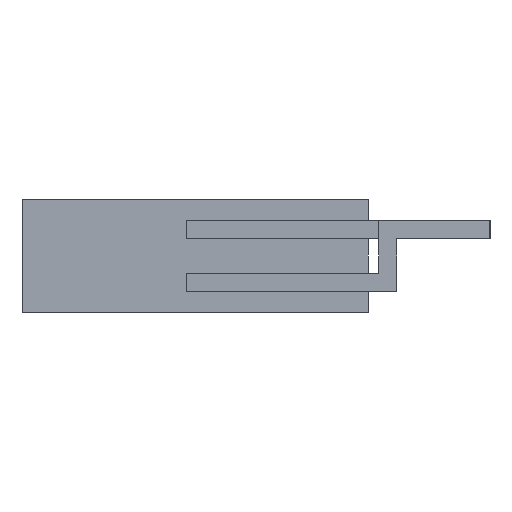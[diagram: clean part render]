
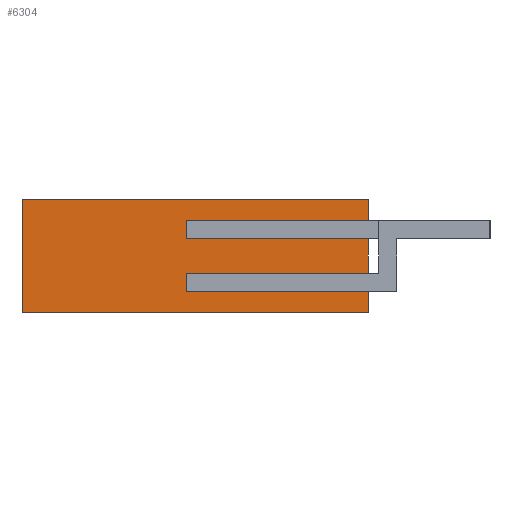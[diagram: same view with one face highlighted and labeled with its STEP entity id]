
A CAD part, left-side view. The second image highlights one B-rep face of the part: STEP entity #6304.
In plain terms, the highlighted planar face has unit normal (-1, 0, 0).
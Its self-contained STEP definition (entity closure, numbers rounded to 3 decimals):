
#387 = DIRECTION ( 'NONE',  ( 0., 1., 0. ) ) ;
#505 = CARTESIAN_POINT ( 'NONE',  ( -1000., -17.1, 1.7 ) ) ;
#648 = DIRECTION ( 'NONE',  ( 0., 1., 0. ) ) ;
#948 = LINE ( 'NONE', #5779, #3224 ) ;
#1105 = VECTOR ( 'NONE', #9920, 1000. ) ;
#1242 = VECTOR ( 'NONE', #1420, 1000. ) ;
#1254 = ORIENTED_EDGE ( 'NONE', *, *, #5921, .F. ) ;
#1420 = DIRECTION ( 'NONE',  ( 0., 1., 0. ) ) ;
#1448 = LINE ( 'NONE', #2516, #10791 ) ;
#1556 = VERTEX_POINT ( 'NONE', #8519 ) ;
#1690 = ORIENTED_EDGE ( 'NONE', *, *, #6403, .F. ) ;
#1844 = VERTEX_POINT ( 'NONE', #9420 ) ;
#2151 = ORIENTED_EDGE ( 'NONE', *, *, #3201, .F. ) ;
#2172 = VECTOR ( 'NONE', #6087, 1000. ) ;
#2178 = LINE ( 'NONE', #4701, #8719 ) ;
#2232 = CARTESIAN_POINT ( 'NONE',  ( -1000., 17.1, 5.6 ) ) ;
#2391 = AXIS2_PLACEMENT_3D ( 'NONE', #3619, #8754, #3658 ) ;
#2431 = LINE ( 'NONE', #10332, #2172 ) ;
#2516 = CARTESIAN_POINT ( 'NONE',  ( -1000., 0.9, 3.5 ) ) ;
#2517 = LINE ( 'NONE', #4973, #4526 ) ;
#2522 = VERTEX_POINT ( 'NONE', #2980 ) ;
#2580 = CARTESIAN_POINT ( 'NONE',  ( -1000., 0.9, -1.7 ) ) ;
#2601 = ORIENTED_EDGE ( 'NONE', *, *, #6574, .F. ) ;
#2721 = CARTESIAN_POINT ( 'NONE',  ( -1000., -17.1, -5.6 ) ) ;
#2833 = EDGE_CURVE ( 'NONE', #1556, #1844, #2178, .T. ) ;
#2883 = VERTEX_POINT ( 'NONE', #505 ) ;
#2895 = EDGE_CURVE ( 'NONE', #2883, #10514, #5655, .T. ) ;
#2980 = CARTESIAN_POINT ( 'NONE',  ( -1000., 0.9, 1.7 ) ) ;
#3030 = VERTEX_POINT ( 'NONE', #9217 ) ;
#3048 = CARTESIAN_POINT ( 'NONE',  ( -1000., 17.1, 5.6 ) ) ;
#3142 = VERTEX_POINT ( 'NONE', #2580 ) ;
#3201 = EDGE_CURVE ( 'NONE', #1844, #3236, #2431, .T. ) ;
#3224 = VECTOR ( 'NONE', #648, 1000. ) ;
#3236 = VERTEX_POINT ( 'NONE', #2721 ) ;
#3250 = LINE ( 'NONE', #5678, #1242 ) ;
#3492 = VECTOR ( 'NONE', #5670, 1000. ) ;
#3600 = CARTESIAN_POINT ( 'NONE',  ( -1000., -17.1, -1.7 ) ) ;
#3619 = CARTESIAN_POINT ( 'NONE',  ( -1000., 0., 0. ) ) ;
#3658 = DIRECTION ( 'NONE',  ( 0., 0., -1. ) ) ;
#3725 = CARTESIAN_POINT ( 'NONE',  ( -1000., 17.1, 5.6 ) ) ;
#3954 = EDGE_LOOP ( 'NONE', ( #1690, #6466, #6078, #6009, #1254, #6489, #7917, #5546, #6774, #2151, #6109, #2601 ) ) ;
#4177 = VECTOR ( 'NONE', #387, 1000. ) ;
#4275 = EDGE_CURVE ( 'NONE', #2522, #2883, #9102, .T. ) ;
#4311 = VECTOR ( 'NONE', #4961, 1000. ) ;
#4414 = EDGE_CURVE ( 'NONE', #3236, #7563, #948, .T. ) ;
#4526 = VECTOR ( 'NONE', #5845, 1000. ) ;
#4701 = CARTESIAN_POINT ( 'NONE',  ( -1000., 0.9, -3.5 ) ) ;
#4961 = DIRECTION ( 'NONE',  ( 0., 0., -1. ) ) ;
#4973 = CARTESIAN_POINT ( 'NONE',  ( -1000., -17.1, 5.6 ) ) ;
#5247 = CARTESIAN_POINT ( 'NONE',  ( -1000., 0.9, 1.7 ) ) ;
#5546 = ORIENTED_EDGE ( 'NONE', *, *, #8417, .F. ) ;
#5560 = DIRECTION ( 'NONE',  ( 0., -1., 0. ) ) ;
#5655 = LINE ( 'NONE', #9065, #1105 ) ;
#5670 = DIRECTION ( 'NONE',  ( 0., -1., 0. ) ) ;
#5678 = CARTESIAN_POINT ( 'NONE',  ( -1000., 0.9, 3.5 ) ) ;
#5779 = CARTESIAN_POINT ( 'NONE',  ( -1000., 17.1, -5.6 ) ) ;
#5845 = DIRECTION ( 'NONE',  ( 0., 0., -1. ) ) ;
#5921 = EDGE_CURVE ( 'NONE', #5966, #3030, #3250, .T. ) ;
#5966 = VERTEX_POINT ( 'NONE', #6558 ) ;
#6009 = ORIENTED_EDGE ( 'NONE', *, *, #10336, .F. ) ;
#6078 = ORIENTED_EDGE ( 'NONE', *, *, #4275, .F. ) ;
#6087 = DIRECTION ( 'NONE',  ( 0., 0., -1. ) ) ;
#6109 = ORIENTED_EDGE ( 'NONE', *, *, #2833, .F. ) ;
#6304 = ADVANCED_FACE ( 'NONE', ( #8051 ), #7044, .F. ) ;
#6403 = EDGE_CURVE ( 'NONE', #10514, #3142, #8974, .T. ) ;
#6466 = ORIENTED_EDGE ( 'NONE', *, *, #2895, .F. ) ;
#6489 = ORIENTED_EDGE ( 'NONE', *, *, #10274, .F. ) ;
#6558 = CARTESIAN_POINT ( 'NONE',  ( -1000., -17.1, 3.5 ) ) ;
#6574 = EDGE_CURVE ( 'NONE', #3142, #1556, #10833, .T. ) ;
#6774 = ORIENTED_EDGE ( 'NONE', *, *, #4414, .F. ) ;
#6829 = VECTOR ( 'NONE', #7817, 1000. ) ;
#7044 = PLANE ( 'NONE',  #2391 ) ;
#7563 = VERTEX_POINT ( 'NONE', #10138 ) ;
#7817 = DIRECTION ( 'NONE',  ( 0., -1., 0. ) ) ;
#7917 = ORIENTED_EDGE ( 'NONE', *, *, #8770, .F. ) ;
#8032 = LINE ( 'NONE', #2232, #3492 ) ;
#8051 = FACE_OUTER_BOUND ( 'NONE', #3954, .T. ) ;
#8053 = CARTESIAN_POINT ( 'NONE',  ( -1000., 0.9, -1.7 ) ) ;
#8417 = EDGE_CURVE ( 'NONE', #7563, #10077, #9505, .T. ) ;
#8484 = DIRECTION ( 'NONE',  ( 0., 0., -1. ) ) ;
#8519 = CARTESIAN_POINT ( 'NONE',  ( -1000., 0.9, -3.5 ) ) ;
#8719 = VECTOR ( 'NONE', #5560, 1000. ) ;
#8754 = DIRECTION ( 'NONE',  ( 1., 0., 0. ) ) ;
#8770 = EDGE_CURVE ( 'NONE', #10077, #9160, #8032, .T. ) ;
#8974 = LINE ( 'NONE', #8053, #4177 ) ;
#9065 = CARTESIAN_POINT ( 'NONE',  ( -1000., -17.1, 5.6 ) ) ;
#9102 = LINE ( 'NONE', #5247, #6829 ) ;
#9160 = VERTEX_POINT ( 'NONE', #9653 ) ;
#9217 = CARTESIAN_POINT ( 'NONE',  ( -1000., 0.9, 3.5 ) ) ;
#9420 = CARTESIAN_POINT ( 'NONE',  ( -1000., -17.1, -3.5 ) ) ;
#9505 = LINE ( 'NONE', #3725, #9890 ) ;
#9653 = CARTESIAN_POINT ( 'NONE',  ( -1000., -17.1, 5.6 ) ) ;
#9676 = DIRECTION ( 'NONE',  ( 0., 0., 1. ) ) ;
#9890 = VECTOR ( 'NONE', #9676, 1000. ) ;
#9920 = DIRECTION ( 'NONE',  ( 0., 0., -1. ) ) ;
#10066 = CARTESIAN_POINT ( 'NONE',  ( -1000., 0.9, -3.5 ) ) ;
#10077 = VERTEX_POINT ( 'NONE', #3048 ) ;
#10138 = CARTESIAN_POINT ( 'NONE',  ( -1000., 17.1, -5.6 ) ) ;
#10274 = EDGE_CURVE ( 'NONE', #9160, #5966, #2517, .T. ) ;
#10332 = CARTESIAN_POINT ( 'NONE',  ( -1000., -17.1, 5.6 ) ) ;
#10336 = EDGE_CURVE ( 'NONE', #3030, #2522, #1448, .T. ) ;
#10514 = VERTEX_POINT ( 'NONE', #3600 ) ;
#10791 = VECTOR ( 'NONE', #8484, 1000. ) ;
#10833 = LINE ( 'NONE', #10066, #4311 ) ;
